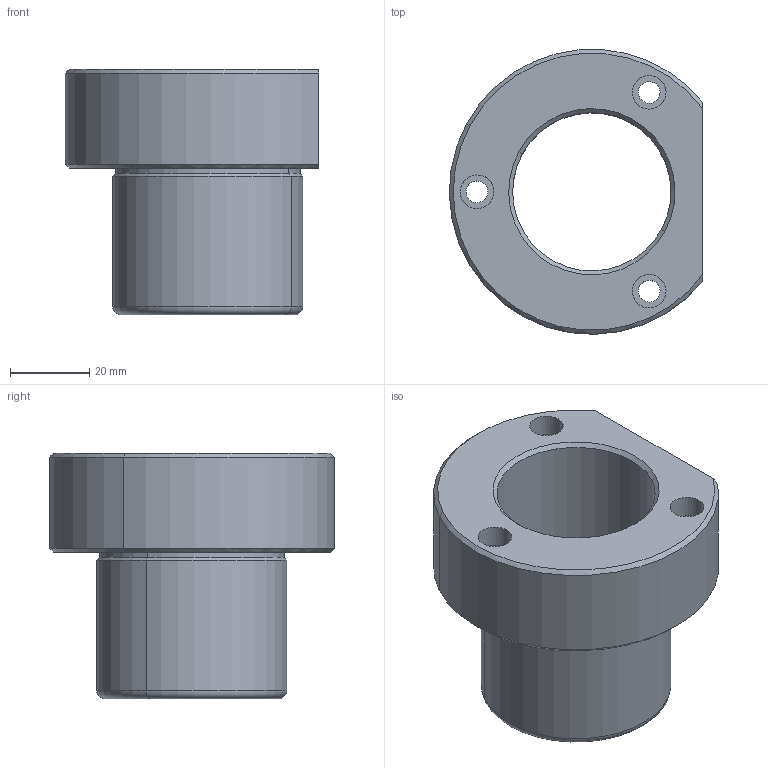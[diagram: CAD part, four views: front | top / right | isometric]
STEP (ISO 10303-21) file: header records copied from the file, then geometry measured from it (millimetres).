
FILE_DESCRIPTION(('CATIA V5 STEP Exchange'),'2;1');
FILE_NAME('RDBA302M.3240.stp','2017-03-24T22:23:39+00:00',('none'),('none'),'CATIA Version 5 Release 19 GA (IN-10)','CATIA V5 STEP AP203','none');
FILE_SCHEMA(('CONFIG_CONTROL_DESIGN'));
Length unit declared in the file: millimetre
Products named in the file (1): RDBA302M.3240
Bounding box: 63.99 x 71.9 x 62 mm (x, y, z)
Volume: 81698.5 mm3; surface area: 25035.2 mm2
Topology: 1 solids, 1 shells, 39 faces, 90 edges, 61 vertices
Faces by surface type: cylinder 20, cone 10, plane 7, torus 2
Entity records: 1073 total; most frequent: CARTESIAN_POINT 190, ORIENTED_EDGE 174, DIRECTION 138, EDGE_CURVE 87, AXIS2_PLACEMENT_3D 79, VERTEX_POINT 54, CIRCLE 52, EDGE_LOOP 51
